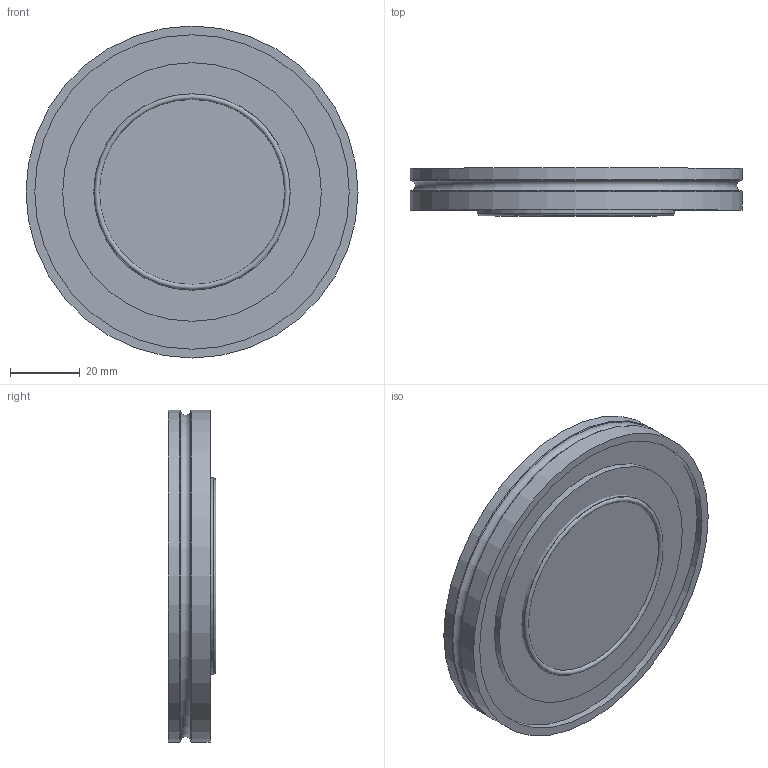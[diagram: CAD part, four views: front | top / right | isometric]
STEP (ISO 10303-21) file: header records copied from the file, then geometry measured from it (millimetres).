
FILE_DESCRIPTION (( 'STEP AP214' ), '1' );
FILE_NAME ('HK1ISOK63FULLVAC.STEP', '2025-05-27T13:21:17', ( '' ), ( '' ), 'SwSTEP 2.0', 'SolidWorks 2017', '' );
FILE_SCHEMA (( 'AUTOMOTIVE_DESIGN' ));
Length unit declared in the file: millimetre
Products named in the file (1): HK1ISOK63FULLVAC
Bounding box: 95 x 13.65 x 95 mm (x, y, z)
Volume: 59392.3 mm3; surface area: 28275.2 mm2
Topology: 2 solids, 2 shells, 35 faces, 60 edges, 38 vertices
Faces by surface type: plane 13, cylinder 13, torus 8, cone 1
Full cylindrical faces by diameter (mm): 50 x1, 50.707 x1, 50.8 x1, 51 x1, 54.28 x1, 56 x1, 56.2 x1, 60.5 x1, 69.7 x1, 74 x1, 90 x1, 95 x2
Entity records: 774 total; most frequent: DIRECTION 140, CARTESIAN_POINT 104, AXIS2_PLACEMENT_3D 70, EDGE_LOOP 68, ORIENTED_EDGE 68, FACE_OUTER_BOUND 56, ADVANCED_FACE 35, VERTEX_POINT 34
